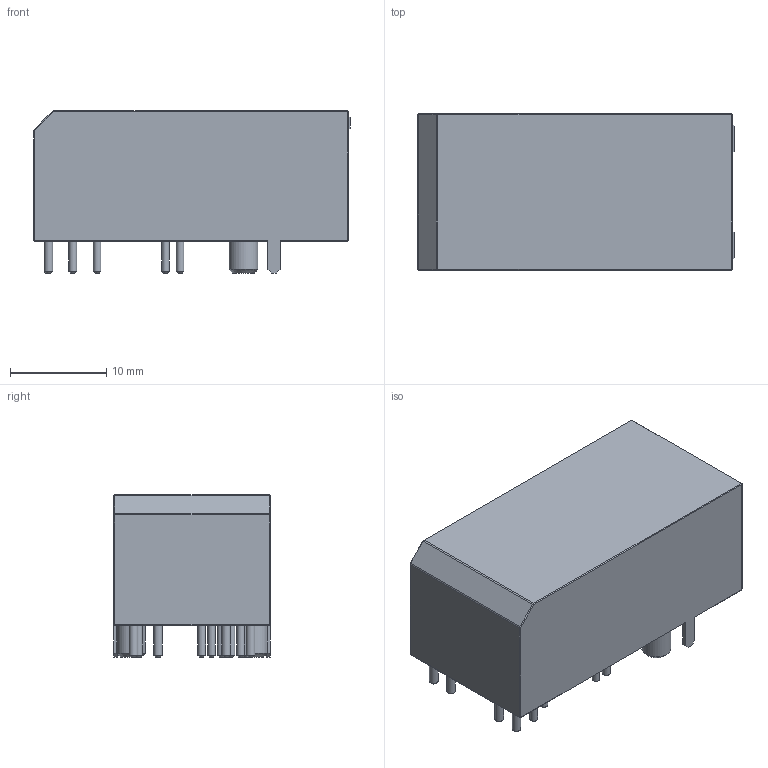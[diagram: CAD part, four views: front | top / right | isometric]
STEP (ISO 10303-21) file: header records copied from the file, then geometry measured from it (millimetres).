
FILE_DESCRIPTION(/* description */ (''),/* implementation_level */ '2;1');
FILE_NAME(/* name */ '0826-1X1T-GJ-F.step',/* time_stamp */ '2019-02-17T16:27:40+01:00',/* author */ (''),/* organization */ (''),/* preprocessor_version */ 'ST-DEVELOPER v17.2',/* originating_system */ 'Autodesk Translation Framework v7.6.0.251',/* authorisation */ '');
FILE_SCHEMA (('AUTOMOTIVE_DESIGN { 1 0 10303 214 3 1 1 }'));
Length unit declared in the file: millimetre
Products named in the file (1): 0826-1X1T-GJ-F
Bounding box: 32.97 x 16.31 x 16.91 mm (x, y, z)
Volume: 5149.6 mm3; surface area: 3431.6 mm2
Topology: 1 solids, 1 shells, 121 faces, 246 edges, 146 vertices
Faces by surface type: plane 89, cone 16, cylinder 16
Full cylindrical faces by diameter (mm): 0.8 x10, 0.9 x4, 3 x2
Entity records: 3162 total; most frequent: DIRECTION 538, CARTESIAN_POINT 514, ORIENTED_EDGE 492, EDGE_CURVE 246, LINE 198, VECTOR 198, AXIS2_PLACEMENT_3D 170, VERTEX_POINT 146
